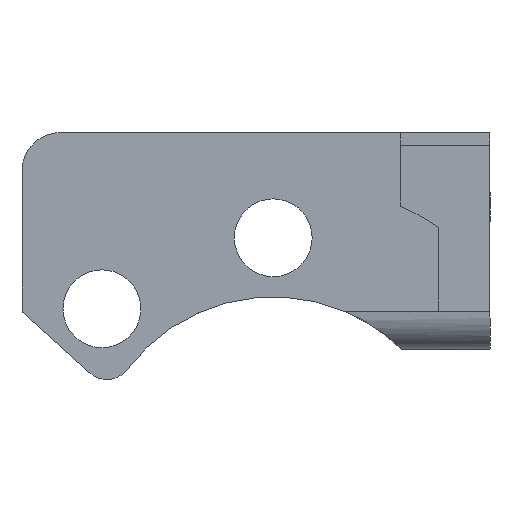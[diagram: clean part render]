
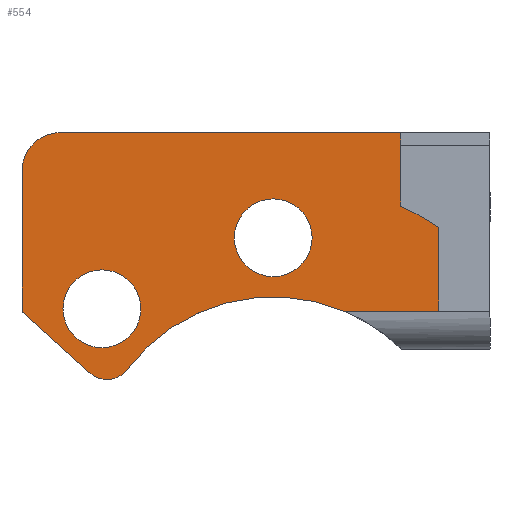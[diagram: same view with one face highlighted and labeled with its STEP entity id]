
A CAD part, front view. The second image highlights one B-rep face of the part: STEP entity #554.
In plain terms, the highlighted planar face has unit normal (0, -1, 0).
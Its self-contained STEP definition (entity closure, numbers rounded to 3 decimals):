
#21=FACE_BOUND('',#227,.T.);
#22=FACE_BOUND('',#228,.T.);
#37=PLANE('',#614);
#61=LINE('',#900,#113);
#68=LINE('',#923,#120);
#69=LINE('',#926,#121);
#76=LINE('',#945,#128);
#83=LINE('',#964,#135);
#85=LINE('',#968,#137);
#86=LINE('',#970,#138);
#113=VECTOR('',#682,10.);
#120=VECTOR('',#703,10.);
#121=VECTOR('',#706,10.);
#128=VECTOR('',#725,10.);
#135=VECTOR('',#746,10.);
#137=VECTOR('',#750,10.);
#138=VECTOR('',#753,10.);
#144=CIRCLE('',#579,14.366);
#154=CIRCLE('',#599,23.7);
#156=CIRCLE('',#604,3.);
#160=CIRCLE('',#615,2.);
#161=CIRCLE('',#616,3.05);
#162=CIRCLE('',#617,3.05);
#193=FACE_OUTER_BOUND('',#226,.T.);
#226=EDGE_LOOP('',(#492,#493,#494,#495,#496,#497,#498,#499,#500,#501,#502));
#227=EDGE_LOOP('',(#503));
#228=EDGE_LOOP('',(#504));
#249=VERTEX_POINT('',#829);
#250=VERTEX_POINT('',#844);
#271=VERTEX_POINT('',#898);
#279=VERTEX_POINT('',#920);
#280=VERTEX_POINT('',#922);
#281=VERTEX_POINT('',#924);
#284=VERTEX_POINT('',#935);
#285=VERTEX_POINT('',#937);
#287=VERTEX_POINT('',#943);
#292=VERTEX_POINT('',#962);
#293=VERTEX_POINT('',#966);
#294=VERTEX_POINT('',#972);
#295=VERTEX_POINT('',#974);
#304=EDGE_CURVE('',#250,#249,#144,.T.);
#332=EDGE_CURVE('',#271,#249,#61,.T.);
#343=EDGE_CURVE('',#280,#279,#68,.T.);
#344=EDGE_CURVE('',#280,#281,#154,.T.);
#345=EDGE_CURVE('',#281,#271,#69,.T.);
#350=EDGE_CURVE('',#284,#285,#156,.T.);
#354=EDGE_CURVE('',#287,#284,#76,.T.);
#364=EDGE_CURVE('',#287,#292,#83,.T.);
#366=EDGE_CURVE('',#293,#279,#85,.T.);
#367=EDGE_CURVE('',#285,#293,#86,.T.);
#368=EDGE_CURVE('',#250,#292,#160,.T.);
#369=EDGE_CURVE('',#294,#294,#161,.T.);
#370=EDGE_CURVE('',#295,#295,#162,.T.);
#492=ORIENTED_EDGE('',*,*,#332,.F.);
#493=ORIENTED_EDGE('',*,*,#345,.F.);
#494=ORIENTED_EDGE('',*,*,#344,.F.);
#495=ORIENTED_EDGE('',*,*,#343,.T.);
#496=ORIENTED_EDGE('',*,*,#366,.F.);
#497=ORIENTED_EDGE('',*,*,#367,.F.);
#498=ORIENTED_EDGE('',*,*,#350,.F.);
#499=ORIENTED_EDGE('',*,*,#354,.F.);
#500=ORIENTED_EDGE('',*,*,#364,.T.);
#501=ORIENTED_EDGE('',*,*,#368,.F.);
#502=ORIENTED_EDGE('',*,*,#304,.T.);
#503=ORIENTED_EDGE('',*,*,#369,.F.);
#504=ORIENTED_EDGE('',*,*,#370,.F.);
#554=ADVANCED_FACE('',(#193,#21,#22),#37,.F.);
#579=AXIS2_PLACEMENT_3D('',#845,#635,#636);
#599=AXIS2_PLACEMENT_3D('',#925,#704,#705);
#604=AXIS2_PLACEMENT_3D('',#938,#718,#719);
#614=AXIS2_PLACEMENT_3D('',#969,#751,#752);
#615=AXIS2_PLACEMENT_3D('',#971,#754,#755);
#616=AXIS2_PLACEMENT_3D('',#973,#756,#757);
#617=AXIS2_PLACEMENT_3D('',#975,#758,#759);
#635=DIRECTION('center_axis',(0.,1.,0.));
#636=DIRECTION('ref_axis',(-1.,0.,0.));
#682=DIRECTION('',(-1.,0.,0.));
#703=DIRECTION('',(0.,0.,1.));
#704=DIRECTION('center_axis',(0.,1.,0.));
#705=DIRECTION('ref_axis',(-0.831,0.,0.556));
#706=DIRECTION('',(0.,0.,-1.));
#718=DIRECTION('center_axis',(0.,1.,0.));
#719=DIRECTION('ref_axis',(-0.707,0.,0.707));
#725=DIRECTION('',(0.,0.,1.));
#746=DIRECTION('',(0.744,0.,-0.668));
#750=DIRECTION('',(0.,0.,-1.));
#751=DIRECTION('center_axis',(0.,1.,0.));
#752=DIRECTION('ref_axis',(-1.,0.,0.));
#753=DIRECTION('',(1.,0.,0.));
#754=DIRECTION('center_axis',(0.,1.,0.));
#755=DIRECTION('ref_axis',(0.095,0.,-0.995));
#756=DIRECTION('center_axis',(0.,-1.,0.));
#757=DIRECTION('ref_axis',(-1.,0.,0.));
#758=DIRECTION('center_axis',(0.,-1.,0.));
#759=DIRECTION('ref_axis',(-1.,0.,0.));
#829=CARTESIAN_POINT('',(-331.628,251.67,43.761));
#844=CARTESIAN_POINT('',(-348.629,251.67,39.188));
#845=CARTESIAN_POINT('Origin',(-337.18,251.67,30.511));
#898=CARTESIAN_POINT('',(-324.18,251.67,43.761));
#900=CARTESIAN_POINT('',(-331.355,251.67,43.761));
#920=CARTESIAN_POINT('',(-327.18,251.67,56.761));
#922=CARTESIAN_POINT('',(-327.18,251.67,51.998));
#923=CARTESIAN_POINT('',(-327.18,251.67,12.611));
#924=CARTESIAN_POINT('',(-324.18,251.67,50.327));
#925=CARTESIAN_POINT('Origin',(-337.18,251.67,30.511));
#926=CARTESIAN_POINT('',(-324.18,251.67,50.327));
#935=CARTESIAN_POINT('',(-356.88,251.67,54.761));
#937=CARTESIAN_POINT('',(-353.88,251.67,57.761));
#938=CARTESIAN_POINT('Origin',(-353.88,251.67,54.761));
#943=CARTESIAN_POINT('',(-356.88,251.67,43.687));
#945=CARTESIAN_POINT('',(-356.88,251.67,43.687));
#962=CARTESIAN_POINT('',(-351.559,251.67,38.908));
#964=CARTESIAN_POINT('',(-356.88,251.67,43.687));
#966=CARTESIAN_POINT('',(-327.18,251.67,57.761));
#968=CARTESIAN_POINT('',(-327.18,251.67,57.761));
#969=CARTESIAN_POINT('Origin',(-340.53,251.67,46.12));
#970=CARTESIAN_POINT('',(-356.88,251.67,57.761));
#971=CARTESIAN_POINT('Origin',(-350.223,251.67,40.396));
#972=CARTESIAN_POINT('',(-347.565,251.67,43.946));
#973=CARTESIAN_POINT('Origin',(-350.615,251.67,43.946));
#974=CARTESIAN_POINT('',(-334.13,251.67,49.511));
#975=CARTESIAN_POINT('Origin',(-337.18,251.67,49.511));
